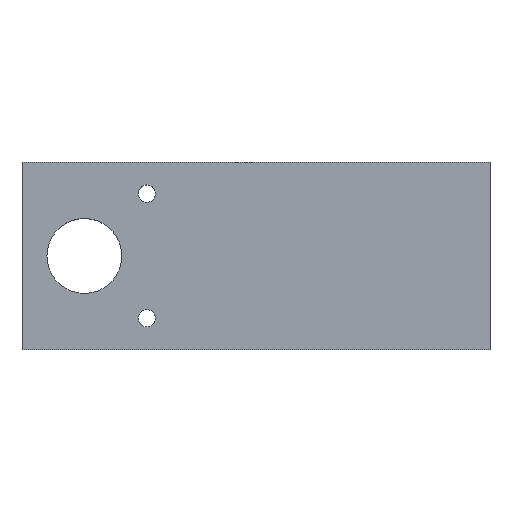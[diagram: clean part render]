
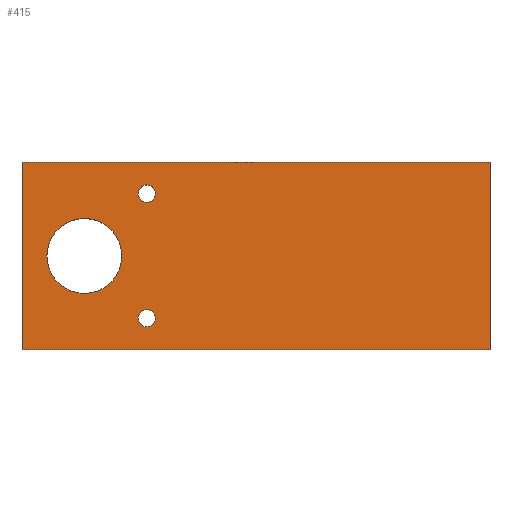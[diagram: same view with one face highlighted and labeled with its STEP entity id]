
A CAD part, top view. The second image highlights one B-rep face of the part: STEP entity #415.
In plain terms, the highlighted planar face has unit normal (0, 0, 1).
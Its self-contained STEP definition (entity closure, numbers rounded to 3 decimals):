
#35 = VERTEX_POINT('',#36);
#36 = CARTESIAN_POINT('',(138.976,-101.194,1.6));
#43 = PLANE('',#44);
#44 = AXIS2_PLACEMENT_3D('',#45,#46,#47);
#45 = CARTESIAN_POINT('',(138.976,-101.194,0.));
#46 = DIRECTION('',(1.,0.,-0.));
#47 = DIRECTION('',(0.,-1.,0.));
#55 = PLANE('',#56);
#56 = AXIS2_PLACEMENT_3D('',#57,#58,#59);
#57 = CARTESIAN_POINT('',(158.026,-101.194,0.));
#58 = DIRECTION('',(0.,-1.,0.));
#59 = DIRECTION('',(-1.,0.,0.));
#67 = EDGE_CURVE('',#35,#68,#70,.T.);
#68 = VERTEX_POINT('',#69);
#69 = CARTESIAN_POINT('',(138.976,-108.814,1.6));
#70 = SURFACE_CURVE('',#71,(#75,#82),.PCURVE_S1.);
#71 = LINE('',#72,#73);
#72 = CARTESIAN_POINT('',(138.976,-101.194,1.6));
#73 = VECTOR('',#74,1.);
#74 = DIRECTION('',(0.,-1.,0.));
#75 = PCURVE('',#43,#76);
#76 = DEFINITIONAL_REPRESENTATION('',(#77),#81);
#77 = LINE('',#78,#79);
#78 = CARTESIAN_POINT('',(0.,-1.6));
#79 = VECTOR('',#80,1.);
#80 = DIRECTION('',(1.,0.));
#81 = ( GEOMETRIC_REPRESENTATION_CONTEXT(2) 
PARAMETRIC_REPRESENTATION_CONTEXT() REPRESENTATION_CONTEXT('2D SPACE',''
  ) );
#82 = PCURVE('',#83,#88);
#83 = PLANE('',#84);
#84 = AXIS2_PLACEMENT_3D('',#85,#86,#87);
#85 = CARTESIAN_POINT('',(148.501,-105.004,1.6));
#86 = DIRECTION('',(0.,0.,1.));
#87 = DIRECTION('',(1.,0.,-0.));
#88 = DEFINITIONAL_REPRESENTATION('',(#89),#93);
#89 = LINE('',#90,#91);
#90 = CARTESIAN_POINT('',(-9.525,3.81));
#91 = VECTOR('',#92,1.);
#92 = DIRECTION('',(0.,-1.));
#93 = ( GEOMETRIC_REPRESENTATION_CONTEXT(2) 
PARAMETRIC_REPRESENTATION_CONTEXT() REPRESENTATION_CONTEXT('2D SPACE',''
  ) );
#111 = PLANE('',#112);
#112 = AXIS2_PLACEMENT_3D('',#113,#114,#115);
#113 = CARTESIAN_POINT('',(138.976,-108.814,0.));
#114 = DIRECTION('',(0.,1.,0.));
#115 = DIRECTION('',(1.,0.,0.));
#155 = VERTEX_POINT('',#156);
#156 = CARTESIAN_POINT('',(158.026,-101.194,1.6));
#170 = PLANE('',#171);
#171 = AXIS2_PLACEMENT_3D('',#172,#173,#174);
#172 = CARTESIAN_POINT('',(158.026,-108.814,0.));
#173 = DIRECTION('',(-1.,0.,0.));
#174 = DIRECTION('',(0.,1.,0.));
#182 = EDGE_CURVE('',#155,#35,#183,.T.);
#183 = SURFACE_CURVE('',#184,(#188,#195),.PCURVE_S1.);
#184 = LINE('',#185,#186);
#185 = CARTESIAN_POINT('',(158.026,-101.194,1.6));
#186 = VECTOR('',#187,1.);
#187 = DIRECTION('',(-1.,0.,0.));
#188 = PCURVE('',#55,#189);
#189 = DEFINITIONAL_REPRESENTATION('',(#190),#194);
#190 = LINE('',#191,#192);
#191 = CARTESIAN_POINT('',(0.,-1.6));
#192 = VECTOR('',#193,1.);
#193 = DIRECTION('',(1.,0.));
#194 = ( GEOMETRIC_REPRESENTATION_CONTEXT(2) 
PARAMETRIC_REPRESENTATION_CONTEXT() REPRESENTATION_CONTEXT('2D SPACE',''
  ) );
#195 = PCURVE('',#83,#196);
#196 = DEFINITIONAL_REPRESENTATION('',(#197),#201);
#197 = LINE('',#198,#199);
#198 = CARTESIAN_POINT('',(9.525,3.81));
#199 = VECTOR('',#200,1.);
#200 = DIRECTION('',(-1.,0.));
#201 = ( GEOMETRIC_REPRESENTATION_CONTEXT(2) 
PARAMETRIC_REPRESENTATION_CONTEXT() REPRESENTATION_CONTEXT('2D SPACE',''
  ) );
#229 = EDGE_CURVE('',#68,#230,#232,.T.);
#230 = VERTEX_POINT('',#231);
#231 = CARTESIAN_POINT('',(158.026,-108.814,1.6));
#232 = SURFACE_CURVE('',#233,(#237,#244),.PCURVE_S1.);
#233 = LINE('',#234,#235);
#234 = CARTESIAN_POINT('',(138.976,-108.814,1.6));
#235 = VECTOR('',#236,1.);
#236 = DIRECTION('',(1.,0.,0.));
#237 = PCURVE('',#111,#238);
#238 = DEFINITIONAL_REPRESENTATION('',(#239),#243);
#239 = LINE('',#240,#241);
#240 = CARTESIAN_POINT('',(0.,-1.6));
#241 = VECTOR('',#242,1.);
#242 = DIRECTION('',(1.,0.));
#243 = ( GEOMETRIC_REPRESENTATION_CONTEXT(2) 
PARAMETRIC_REPRESENTATION_CONTEXT() REPRESENTATION_CONTEXT('2D SPACE',''
  ) );
#244 = PCURVE('',#83,#245);
#245 = DEFINITIONAL_REPRESENTATION('',(#246),#250);
#246 = LINE('',#247,#248);
#247 = CARTESIAN_POINT('',(-9.525,-3.81));
#248 = VECTOR('',#249,1.);
#249 = DIRECTION('',(1.,0.));
#250 = ( GEOMETRIC_REPRESENTATION_CONTEXT(2) 
PARAMETRIC_REPRESENTATION_CONTEXT() REPRESENTATION_CONTEXT('2D SPACE',''
  ) );
#342 = CYLINDRICAL_SURFACE('',#343,1.524);
#343 = AXIS2_PLACEMENT_3D('',#344,#345,#346);
#344 = CARTESIAN_POINT('',(141.516,-105.004,-0.8));
#345 = DIRECTION('',(0.,0.,1.));
#346 = DIRECTION('',(1.,0.,-0.));
#373 = CYLINDRICAL_SURFACE('',#374,0.35);
#374 = AXIS2_PLACEMENT_3D('',#375,#376,#377);
#375 = CARTESIAN_POINT('',(144.056,-107.544,-0.8));
#376 = DIRECTION('',(0.,0.,1.));
#377 = DIRECTION('',(1.,0.,-0.));
#404 = CYLINDRICAL_SURFACE('',#405,0.35);
#405 = AXIS2_PLACEMENT_3D('',#406,#407,#408);
#406 = CARTESIAN_POINT('',(144.056,-102.464,-0.8));
#407 = DIRECTION('',(0.,0.,1.));
#408 = DIRECTION('',(1.,0.,-0.));
#415 = ADVANCED_FACE('',(#416,#442,#468,#494),#83,.T.);
#416 = FACE_BOUND('',#417,.T.);
#417 = EDGE_LOOP('',(#418,#419,#420,#441));
#418 = ORIENTED_EDGE('',*,*,#67,.T.);
#419 = ORIENTED_EDGE('',*,*,#229,.T.);
#420 = ORIENTED_EDGE('',*,*,#421,.T.);
#421 = EDGE_CURVE('',#230,#155,#422,.T.);
#422 = SURFACE_CURVE('',#423,(#427,#434),.PCURVE_S1.);
#423 = LINE('',#424,#425);
#424 = CARTESIAN_POINT('',(158.026,-108.814,1.6));
#425 = VECTOR('',#426,1.);
#426 = DIRECTION('',(0.,1.,0.));
#427 = PCURVE('',#83,#428);
#428 = DEFINITIONAL_REPRESENTATION('',(#429),#433);
#429 = LINE('',#430,#431);
#430 = CARTESIAN_POINT('',(9.525,-3.81));
#431 = VECTOR('',#432,1.);
#432 = DIRECTION('',(0.,1.));
#433 = ( GEOMETRIC_REPRESENTATION_CONTEXT(2) 
PARAMETRIC_REPRESENTATION_CONTEXT() REPRESENTATION_CONTEXT('2D SPACE',''
  ) );
#434 = PCURVE('',#170,#435);
#435 = DEFINITIONAL_REPRESENTATION('',(#436),#440);
#436 = LINE('',#437,#438);
#437 = CARTESIAN_POINT('',(0.,-1.6));
#438 = VECTOR('',#439,1.);
#439 = DIRECTION('',(1.,0.));
#440 = ( GEOMETRIC_REPRESENTATION_CONTEXT(2) 
PARAMETRIC_REPRESENTATION_CONTEXT() REPRESENTATION_CONTEXT('2D SPACE',''
  ) );
#441 = ORIENTED_EDGE('',*,*,#182,.T.);
#442 = FACE_BOUND('',#443,.T.);
#443 = EDGE_LOOP('',(#444));
#444 = ORIENTED_EDGE('',*,*,#445,.F.);
#445 = EDGE_CURVE('',#446,#446,#448,.T.);
#446 = VERTEX_POINT('',#447);
#447 = CARTESIAN_POINT('',(143.04,-105.004,1.6));
#448 = SURFACE_CURVE('',#449,(#454,#461),.PCURVE_S1.);
#449 = CIRCLE('',#450,1.524);
#450 = AXIS2_PLACEMENT_3D('',#451,#452,#453);
#451 = CARTESIAN_POINT('',(141.516,-105.004,1.6));
#452 = DIRECTION('',(0.,0.,1.));
#453 = DIRECTION('',(1.,0.,-0.));
#454 = PCURVE('',#83,#455);
#455 = DEFINITIONAL_REPRESENTATION('',(#456),#460);
#456 = CIRCLE('',#457,1.524);
#457 = AXIS2_PLACEMENT_2D('',#458,#459);
#458 = CARTESIAN_POINT('',(-6.985,0.));
#459 = DIRECTION('',(1.,0.));
#460 = ( GEOMETRIC_REPRESENTATION_CONTEXT(2) 
PARAMETRIC_REPRESENTATION_CONTEXT() REPRESENTATION_CONTEXT('2D SPACE',''
  ) );
#461 = PCURVE('',#342,#462);
#462 = DEFINITIONAL_REPRESENTATION('',(#463),#467);
#463 = LINE('',#464,#465);
#464 = CARTESIAN_POINT('',(0.,2.4));
#465 = VECTOR('',#466,1.);
#466 = DIRECTION('',(1.,0.));
#467 = ( GEOMETRIC_REPRESENTATION_CONTEXT(2) 
PARAMETRIC_REPRESENTATION_CONTEXT() REPRESENTATION_CONTEXT('2D SPACE',''
  ) );
#468 = FACE_BOUND('',#469,.T.);
#469 = EDGE_LOOP('',(#470));
#470 = ORIENTED_EDGE('',*,*,#471,.F.);
#471 = EDGE_CURVE('',#472,#472,#474,.T.);
#472 = VERTEX_POINT('',#473);
#473 = CARTESIAN_POINT('',(144.406,-107.544,1.6));
#474 = SURFACE_CURVE('',#475,(#480,#487),.PCURVE_S1.);
#475 = CIRCLE('',#476,0.35);
#476 = AXIS2_PLACEMENT_3D('',#477,#478,#479);
#477 = CARTESIAN_POINT('',(144.056,-107.544,1.6));
#478 = DIRECTION('',(0.,0.,1.));
#479 = DIRECTION('',(1.,0.,-0.));
#480 = PCURVE('',#83,#481);
#481 = DEFINITIONAL_REPRESENTATION('',(#482),#486);
#482 = CIRCLE('',#483,0.35);
#483 = AXIS2_PLACEMENT_2D('',#484,#485);
#484 = CARTESIAN_POINT('',(-4.445,-2.54));
#485 = DIRECTION('',(1.,0.));
#486 = ( GEOMETRIC_REPRESENTATION_CONTEXT(2) 
PARAMETRIC_REPRESENTATION_CONTEXT() REPRESENTATION_CONTEXT('2D SPACE',''
  ) );
#487 = PCURVE('',#373,#488);
#488 = DEFINITIONAL_REPRESENTATION('',(#489),#493);
#489 = LINE('',#490,#491);
#490 = CARTESIAN_POINT('',(0.,2.4));
#491 = VECTOR('',#492,1.);
#492 = DIRECTION('',(1.,0.));
#493 = ( GEOMETRIC_REPRESENTATION_CONTEXT(2) 
PARAMETRIC_REPRESENTATION_CONTEXT() REPRESENTATION_CONTEXT('2D SPACE',''
  ) );
#494 = FACE_BOUND('',#495,.T.);
#495 = EDGE_LOOP('',(#496));
#496 = ORIENTED_EDGE('',*,*,#497,.F.);
#497 = EDGE_CURVE('',#498,#498,#500,.T.);
#498 = VERTEX_POINT('',#499);
#499 = CARTESIAN_POINT('',(144.406,-102.464,1.6));
#500 = SURFACE_CURVE('',#501,(#506,#513),.PCURVE_S1.);
#501 = CIRCLE('',#502,0.35);
#502 = AXIS2_PLACEMENT_3D('',#503,#504,#505);
#503 = CARTESIAN_POINT('',(144.056,-102.464,1.6));
#504 = DIRECTION('',(0.,0.,1.));
#505 = DIRECTION('',(1.,0.,-0.));
#506 = PCURVE('',#83,#507);
#507 = DEFINITIONAL_REPRESENTATION('',(#508),#512);
#508 = CIRCLE('',#509,0.35);
#509 = AXIS2_PLACEMENT_2D('',#510,#511);
#510 = CARTESIAN_POINT('',(-4.445,2.54));
#511 = DIRECTION('',(1.,0.));
#512 = ( GEOMETRIC_REPRESENTATION_CONTEXT(2) 
PARAMETRIC_REPRESENTATION_CONTEXT() REPRESENTATION_CONTEXT('2D SPACE',''
  ) );
#513 = PCURVE('',#404,#514);
#514 = DEFINITIONAL_REPRESENTATION('',(#515),#519);
#515 = LINE('',#516,#517);
#516 = CARTESIAN_POINT('',(0.,2.4));
#517 = VECTOR('',#518,1.);
#518 = DIRECTION('',(1.,0.));
#519 = ( GEOMETRIC_REPRESENTATION_CONTEXT(2) 
PARAMETRIC_REPRESENTATION_CONTEXT() REPRESENTATION_CONTEXT('2D SPACE',''
  ) );
